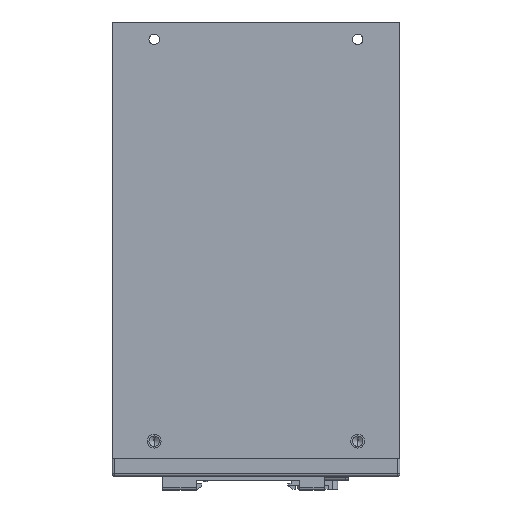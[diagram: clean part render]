
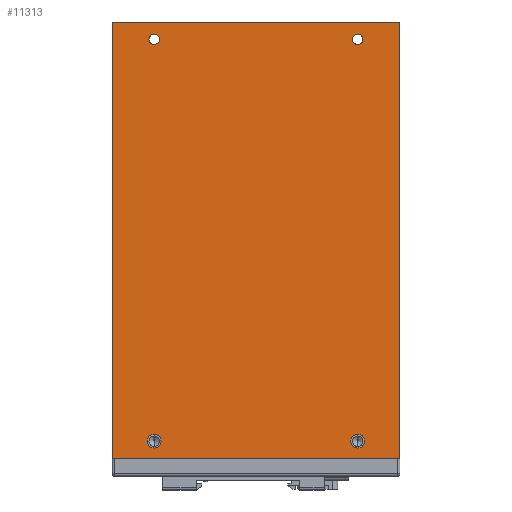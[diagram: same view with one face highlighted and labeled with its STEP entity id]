
A CAD part, left-side view. The second image highlights one B-rep face of the part: STEP entity #11313.
In plain terms, the highlighted planar face has unit normal (-1, 0, 0).
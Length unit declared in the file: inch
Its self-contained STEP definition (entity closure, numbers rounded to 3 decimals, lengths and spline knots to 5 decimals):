
#13=DIRECTION('',(0.,1.,0.));
#14=VECTOR('',#13,4.12);
#15=CARTESIAN_POINT('',(-0.25,0.,-0.5));
#16=LINE('',#15,#14);
#31=DIRECTION('',(0.,0.,1.));
#32=VECTOR('',#31,6.25);
#33=CARTESIAN_POINT('',(-0.25,4.12,-0.5));
#34=LINE('',#33,#32);
#35=DIRECTION('',(0.,-1.,0.));
#36=VECTOR('',#35,4.12);
#37=CARTESIAN_POINT('',(-0.25,4.12,5.75));
#38=LINE('',#37,#36);
#39=DIRECTION('',(0.,0.,-1.));
#40=VECTOR('',#39,6.25);
#41=CARTESIAN_POINT('',(-0.25,0.,5.75));
#42=LINE('',#41,#40);
#43=CARTESIAN_POINT('',(-0.25,3.517,5.5));
#44=DIRECTION('',(-1.,0.,0.));
#45=DIRECTION('',(0.,0.,-1.));
#46=AXIS2_PLACEMENT_3D('',#43,#44,#45);
#48=CARTESIAN_POINT('',(-0.25,3.517,5.5));
#49=DIRECTION('',(-1.,0.,0.));
#50=DIRECTION('',(0.,0.,1.));
#51=AXIS2_PLACEMENT_3D('',#48,#49,#50);
#53=CARTESIAN_POINT('',(-0.25,0.604,5.5));
#54=DIRECTION('',(-1.,0.,0.));
#55=DIRECTION('',(0.,0.,-1.));
#56=AXIS2_PLACEMENT_3D('',#53,#54,#55);
#58=CARTESIAN_POINT('',(-0.25,0.604,5.5));
#59=DIRECTION('',(-1.,0.,0.));
#60=DIRECTION('',(0.,0.,1.));
#61=AXIS2_PLACEMENT_3D('',#58,#59,#60);
#63=CARTESIAN_POINT('',(-0.25,0.604,-0.25));
#64=DIRECTION('',(-1.,0.,0.));
#65=DIRECTION('',(0.,0.,-1.));
#66=AXIS2_PLACEMENT_3D('',#63,#64,#65);
#68=CARTESIAN_POINT('',(-0.25,0.604,-0.25));
#69=DIRECTION('',(-1.,0.,0.));
#70=DIRECTION('',(0.,0.,1.));
#71=AXIS2_PLACEMENT_3D('',#68,#69,#70);
#73=CARTESIAN_POINT('',(-0.25,3.517,-0.25));
#74=DIRECTION('',(-1.,0.,0.));
#75=DIRECTION('',(0.,0.,-1.));
#76=AXIS2_PLACEMENT_3D('',#73,#74,#75);
#78=CARTESIAN_POINT('',(-0.25,3.517,-0.25));
#79=DIRECTION('',(-1.,0.,0.));
#80=DIRECTION('',(0.,0.,1.));
#81=AXIS2_PLACEMENT_3D('',#78,#79,#80);
#11179=CARTESIAN_POINT('',(-0.25,4.12,5.75));
#11180=CARTESIAN_POINT('',(-0.25,0.,5.75));
#11181=VERTEX_POINT('',#11179);
#11182=VERTEX_POINT('',#11180);
#11187=CARTESIAN_POINT('',(-0.25,3.517,5.42525));
#11188=CARTESIAN_POINT('',(-0.25,3.517,5.57475));
#11189=VERTEX_POINT('',#11187);
#11190=VERTEX_POINT('',#11188);
#11195=CARTESIAN_POINT('',(-0.25,0.604,5.42525));
#11196=CARTESIAN_POINT('',(-0.25,0.604,5.57475));
#11197=VERTEX_POINT('',#11195);
#11198=VERTEX_POINT('',#11196);
#11203=CARTESIAN_POINT('',(-0.25,0.604,-0.348));
#11204=CARTESIAN_POINT('',(-0.25,0.604,-0.152));
#11205=VERTEX_POINT('',#11203);
#11206=VERTEX_POINT('',#11204);
#11207=CARTESIAN_POINT('',(-0.25,3.517,-0.348));
#11208=CARTESIAN_POINT('',(-0.25,3.517,-0.152));
#11209=VERTEX_POINT('',#11207);
#11210=VERTEX_POINT('',#11208);
#11211=CARTESIAN_POINT('',(-0.25,0.,-0.5));
#11212=CARTESIAN_POINT('',(-0.25,4.12,-0.5));
#11213=VERTEX_POINT('',#11211);
#11214=VERTEX_POINT('',#11212);
#11276=CARTESIAN_POINT('',(-0.25,2.06,2.625));
#11277=DIRECTION('',(1.,0.,0.));
#11278=DIRECTION('',(0.,0.,-1.));
#11279=AXIS2_PLACEMENT_3D('',#11276,#11277,#11278);
#11280=PLANE('',#11279);
#11282=ORIENTED_EDGE('',*,*,#11281,.T.);
#11284=ORIENTED_EDGE('',*,*,#11283,.T.);
#11285=ORIENTED_EDGE('',*,*,#11234,.T.);
#11286=ORIENTED_EDGE('',*,*,#11256,.T.);
#11287=EDGE_LOOP('',(#11282,#11284,#11285,#11286));
#11288=FACE_OUTER_BOUND('',#11287,.F.);
#11290=ORIENTED_EDGE('',*,*,#11289,.T.);
#11292=ORIENTED_EDGE('',*,*,#11291,.T.);
#11293=EDGE_LOOP('',(#11290,#11292));
#11294=FACE_BOUND('',#11293,.F.);
#11296=ORIENTED_EDGE('',*,*,#11295,.T.);
#11298=ORIENTED_EDGE('',*,*,#11297,.T.);
#11299=EDGE_LOOP('',(#11296,#11298));
#11300=FACE_BOUND('',#11299,.F.);
#11302=ORIENTED_EDGE('',*,*,#11301,.T.);
#11304=ORIENTED_EDGE('',*,*,#11303,.T.);
#11305=EDGE_LOOP('',(#11302,#11304));
#11306=FACE_BOUND('',#11305,.F.);
#11308=ORIENTED_EDGE('',*,*,#11307,.T.);
#11310=ORIENTED_EDGE('',*,*,#11309,.T.);
#11311=EDGE_LOOP('',(#11308,#11310));
#11312=FACE_BOUND('',#11311,.F.);
#11313=ADVANCED_FACE('',(#11288,#11294,#11300,#11306,#11312),#11280,.F.);
#47=CIRCLE('',#46,0.07475);
#52=CIRCLE('',#51,0.07475);
#57=CIRCLE('',#56,0.07475);
#62=CIRCLE('',#61,0.07475);
#67=CIRCLE('',#66,0.098);
#72=CIRCLE('',#71,0.098);
#77=CIRCLE('',#76,0.098);
#82=CIRCLE('',#81,0.098);
#11234=EDGE_CURVE('',#11182,#11213,#42,.T.);
#11256=EDGE_CURVE('',#11213,#11214,#16,.T.);
#11281=EDGE_CURVE('',#11214,#11181,#34,.T.);
#11283=EDGE_CURVE('',#11181,#11182,#38,.T.);
#11289=EDGE_CURVE('',#11189,#11190,#47,.T.);
#11291=EDGE_CURVE('',#11190,#11189,#52,.T.);
#11295=EDGE_CURVE('',#11197,#11198,#57,.T.);
#11297=EDGE_CURVE('',#11198,#11197,#62,.T.);
#11301=EDGE_CURVE('',#11205,#11206,#67,.T.);
#11303=EDGE_CURVE('',#11206,#11205,#72,.T.);
#11307=EDGE_CURVE('',#11209,#11210,#77,.T.);
#11309=EDGE_CURVE('',#11210,#11209,#82,.T.);
